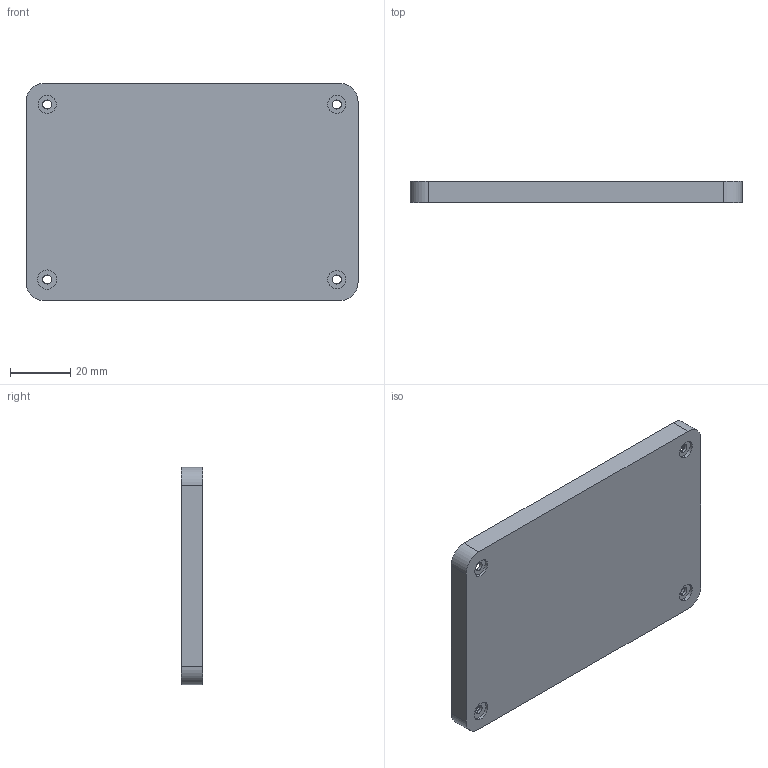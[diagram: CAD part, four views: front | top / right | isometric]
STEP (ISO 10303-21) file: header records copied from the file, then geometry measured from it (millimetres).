
FILE_DESCRIPTION (( 'STEP AP214' ), '1' );
FILE_NAME ('翋褲.STEP', '2025-04-16T09:23:15', ( '' ), ( '' ), 'SwSTEP 2.0', 'SolidWorks 2024', '' );
FILE_SCHEMA (( 'AUTOMOTIVE_DESIGN' ));
Length unit declared in the file: millimetre
Products named in the file (1): 主壳
Bounding box: 110 x 7 x 72 mm (x, y, z)
Volume: 18984.1 mm3; surface area: 20014.3 mm2
Topology: 1 solids, 1 shells, 71 faces, 192 edges, 128 vertices
Faces by surface type: plane 39, cylinder 32
Entity records: 2293 total; most frequent: DIRECTION 400, CARTESIAN_POINT 392, ORIENTED_EDGE 384, EDGE_CURVE 192, AXIS2_PLACEMENT_3D 136, VECTOR 128, VERTEX_POINT 128, LINE 128
